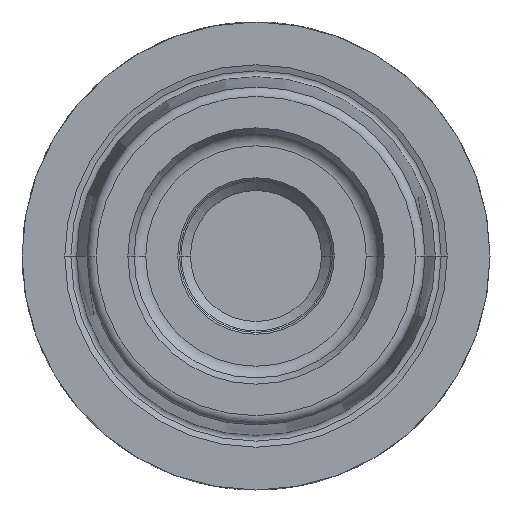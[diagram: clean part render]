
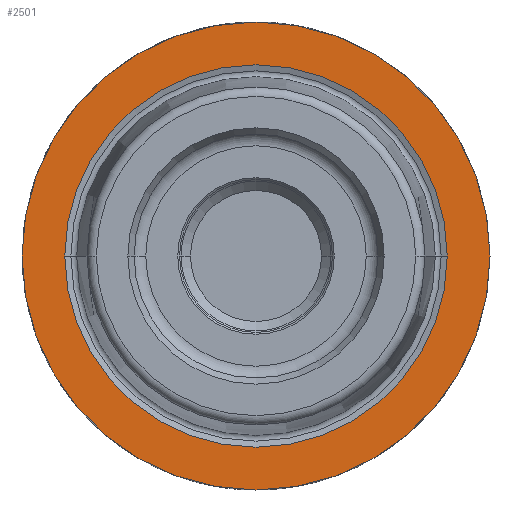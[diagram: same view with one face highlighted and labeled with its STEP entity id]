
A CAD part, left-side view. The second image highlights one B-rep face of the part: STEP entity #2501.
In plain terms, the highlighted planar face has unit normal (-1, 0, 0).
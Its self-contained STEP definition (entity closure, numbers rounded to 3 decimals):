
#452=CARTESIAN_POINT('',(0.,0.,0.));
#453=DIRECTION('',(1.,0.,0.));
#454=DIRECTION('',(0.,1.,0.));
#455=AXIS2_PLACEMENT_3D('',#452,#453,#454);
#457=CARTESIAN_POINT('',(0.,0.,0.));
#458=DIRECTION('',(-1.,0.,0.));
#459=DIRECTION('',(0.,1.,0.));
#460=AXIS2_PLACEMENT_3D('',#457,#458,#459);
#462=CARTESIAN_POINT('',(0.,0.,0.));
#463=DIRECTION('',(-1.,0.,0.));
#464=DIRECTION('',(0.,-1.,0.));
#465=AXIS2_PLACEMENT_3D('',#462,#463,#464);
#467=CARTESIAN_POINT('',(0.,0.,0.));
#468=DIRECTION('',(-1.,0.,0.));
#469=DIRECTION('',(0.,1.,0.));
#470=AXIS2_PLACEMENT_3D('',#467,#468,#469);
#1511=CARTESIAN_POINT('',(0.,-20.425,0.));
#1512=VERTEX_POINT('',#1511);
#1513=CARTESIAN_POINT('',(0.,20.425,0.));
#1514=VERTEX_POINT('',#1513);
#1690=CARTESIAN_POINT('',(0.,25.,0.));
#1691=CARTESIAN_POINT('',(0.,-25.,0.));
#1692=VERTEX_POINT('',#1690);
#1693=VERTEX_POINT('',#1691);
#2486=CARTESIAN_POINT('',(0.,0.,0.));
#2487=DIRECTION('',(1.,0.,0.));
#2488=DIRECTION('',(0.,-1.,0.));
#2489=AXIS2_PLACEMENT_3D('',#2486,#2487,#2488);
#2490=PLANE('',#2489);
#2492=ORIENTED_EDGE('',*,*,#2491,.T.);
#2494=ORIENTED_EDGE('',*,*,#2493,.F.);
#2495=EDGE_LOOP('',(#2492,#2494));
#2496=FACE_OUTER_BOUND('',#2495,.F.);
#2497=ORIENTED_EDGE('',*,*,#2468,.T.);
#2498=ORIENTED_EDGE('',*,*,#2479,.T.);
#2499=EDGE_LOOP('',(#2497,#2498));
#2500=FACE_BOUND('',#2499,.F.);
#2501=ADVANCED_FACE('',(#2496,#2500),#2490,.F.);
#456=CIRCLE('',#455,25.);
#461=CIRCLE('',#460,25.);
#466=CIRCLE('',#465,20.425);
#471=CIRCLE('',#470,20.425);
#2468=EDGE_CURVE('',#1512,#1514,#466,.T.);
#2479=EDGE_CURVE('',#1514,#1512,#471,.T.);
#2491=EDGE_CURVE('',#1692,#1693,#456,.T.);
#2493=EDGE_CURVE('',#1692,#1693,#461,.T.);
